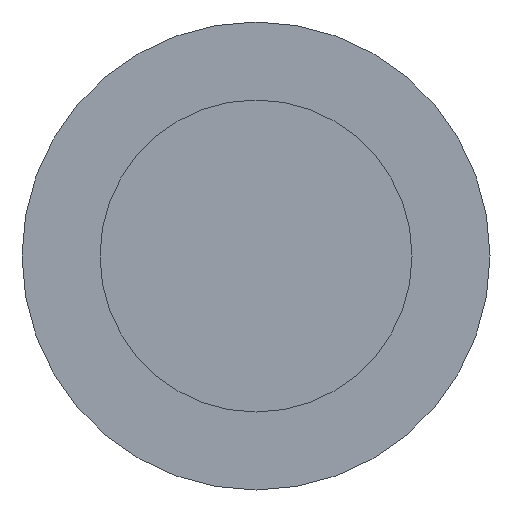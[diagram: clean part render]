
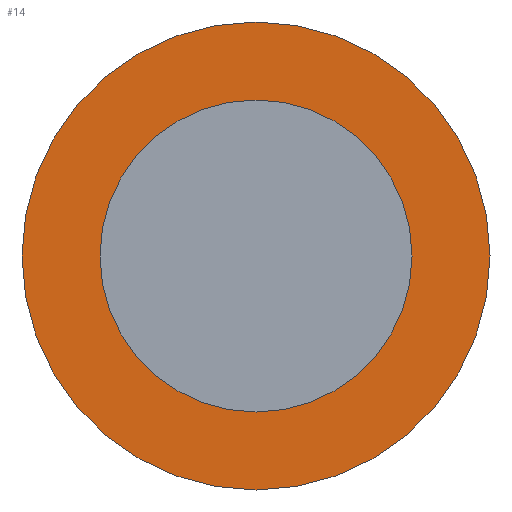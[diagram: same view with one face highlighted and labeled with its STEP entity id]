
A CAD part, front view. The second image highlights one B-rep face of the part: STEP entity #14.
In plain terms, the highlighted planar face has unit normal (0, -1, 0).
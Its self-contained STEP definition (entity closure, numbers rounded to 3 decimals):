
#6 = PLANE ( 'NONE',  #68 ) ;
#14 = ADVANCED_FACE ( 'NONE', ( #240, #201 ), #6, .F. ) ;
#22 = EDGE_LOOP ( 'NONE', ( #182, #238 ) ) ;
#26 = DIRECTION ( 'NONE',  ( 0., -1., 0. ) ) ;
#37 = VERTEX_POINT ( 'NONE', #142 ) ;
#42 = AXIS2_PLACEMENT_3D ( 'NONE', #86, #26, #169 ) ;
#45 = EDGE_CURVE ( 'NONE', #75, #252, #131, .T. ) ;
#55 = CARTESIAN_POINT ( 'NONE',  ( 0., 0., -10. ) ) ;
#57 = DIRECTION ( 'NONE',  ( 0., -1., 0. ) ) ;
#59 = DIRECTION ( 'NONE',  ( 0., 0., 1. ) ) ;
#62 = DIRECTION ( 'NONE',  ( 0., 1., 0. ) ) ;
#66 = DIRECTION ( 'NONE',  ( 0., 0., 1. ) ) ;
#68 = AXIS2_PLACEMENT_3D ( 'NONE', #123, #118, #239 ) ;
#75 = VERTEX_POINT ( 'NONE', #55 ) ;
#79 = DIRECTION ( 'NONE',  ( 0., 1., 0. ) ) ;
#86 = CARTESIAN_POINT ( 'NONE',  ( 0., 0., 0. ) ) ;
#90 = VERTEX_POINT ( 'NONE', #162 ) ;
#97 = AXIS2_PLACEMENT_3D ( 'NONE', #181, #57, #119 ) ;
#100 = ORIENTED_EDGE ( 'NONE', *, *, #45, .F. ) ;
#116 = CIRCLE ( 'NONE', #121, 15. ) ;
#118 = DIRECTION ( 'NONE',  ( 0., 1., 0. ) ) ;
#119 = DIRECTION ( 'NONE',  ( 0., 0., -1. ) ) ;
#121 = AXIS2_PLACEMENT_3D ( 'NONE', #211, #62, #66 ) ;
#123 = CARTESIAN_POINT ( 'NONE',  ( 0., 0., 0. ) ) ;
#130 = EDGE_CURVE ( 'NONE', #90, #37, #166, .T. ) ;
#131 = CIRCLE ( 'NONE', #97, 10. ) ;
#142 = CARTESIAN_POINT ( 'NONE',  ( 0., 0., 15. ) ) ;
#150 = CARTESIAN_POINT ( 'NONE',  ( 0., 0., 10. ) ) ;
#153 = EDGE_CURVE ( 'NONE', #252, #75, #174, .T. ) ;
#160 = EDGE_LOOP ( 'NONE', ( #218, #100 ) ) ;
#162 = CARTESIAN_POINT ( 'NONE',  ( 0., 0., -15. ) ) ;
#166 = CIRCLE ( 'NONE', #196, 15. ) ;
#169 = DIRECTION ( 'NONE',  ( 0., 0., -1. ) ) ;
#174 = CIRCLE ( 'NONE', #42, 10. ) ;
#180 = CARTESIAN_POINT ( 'NONE',  ( 0., 0., 0. ) ) ;
#181 = CARTESIAN_POINT ( 'NONE',  ( 0., 0., 0. ) ) ;
#182 = ORIENTED_EDGE ( 'NONE', *, *, #130, .F. ) ;
#196 = AXIS2_PLACEMENT_3D ( 'NONE', #180, #79, #59 ) ;
#201 = FACE_OUTER_BOUND ( 'NONE', #22, .T. ) ;
#211 = CARTESIAN_POINT ( 'NONE',  ( 0., 0., 0. ) ) ;
#218 = ORIENTED_EDGE ( 'NONE', *, *, #153, .F. ) ;
#232 = EDGE_CURVE ( 'NONE', #37, #90, #116, .T. ) ;
#238 = ORIENTED_EDGE ( 'NONE', *, *, #232, .F. ) ;
#239 = DIRECTION ( 'NONE',  ( 0., 0., 1. ) ) ;
#240 = FACE_BOUND ( 'NONE', #160, .T. ) ;
#252 = VERTEX_POINT ( 'NONE', #150 ) ;
